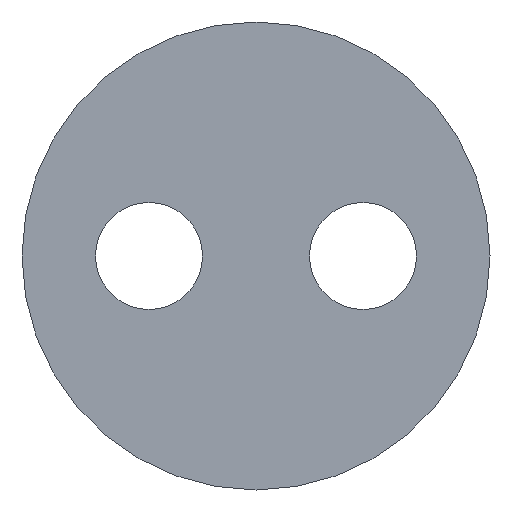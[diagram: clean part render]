
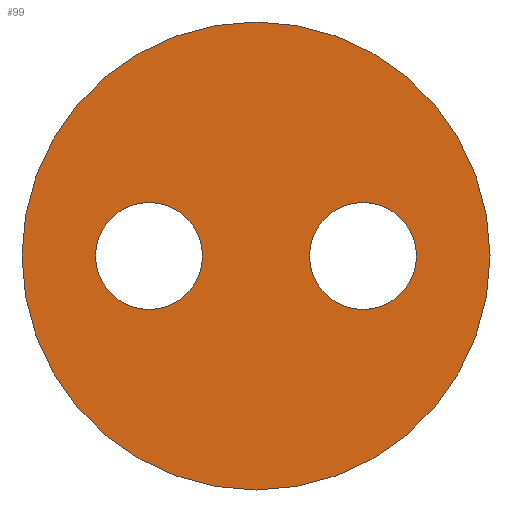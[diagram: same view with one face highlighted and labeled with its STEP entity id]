
A CAD part, left-side view. The second image highlights one B-rep face of the part: STEP entity #99.
In plain terms, the highlighted planar face has unit normal (-1, 0, 0).
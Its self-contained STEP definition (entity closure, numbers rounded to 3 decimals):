
#99 = ADVANCED_FACE( '', ( #203, #204, #205 ), #206, .F. );
#203 = FACE_BOUND( '', #312, .T. );
#204 = FACE_BOUND( '', #313, .T. );
#205 = FACE_OUTER_BOUND( '', #314, .T. );
#206 = PLANE( '', #315 );
#312 = EDGE_LOOP( '', ( #532 ) );
#313 = EDGE_LOOP( '', ( #533 ) );
#314 = EDGE_LOOP( '', ( #534 ) );
#315 = AXIS2_PLACEMENT_3D( '', #535, #536, #537 );
#532 = ORIENTED_EDGE( '', *, *, #697, .T. );
#533 = ORIENTED_EDGE( '', *, *, #676, .T. );
#534 = ORIENTED_EDGE( '', *, *, #664, .F. );
#535 = CARTESIAN_POINT( '', ( 0., 0., 0. ) );
#536 = DIRECTION( '', ( 1., 0., 0. ) );
#537 = DIRECTION( '', ( 0., 0., -1. ) );
#664 = EDGE_CURVE( '', #800, #800, #801, .T. );
#676 = EDGE_CURVE( '', #820, #820, #821, .T. );
#697 = EDGE_CURVE( '', #849, #849, #850, .T. );
#800 = VERTEX_POINT( '', #988 );
#801 = CIRCLE( '', #989, 8.75 );
#820 = VERTEX_POINT( '', #1013 );
#821 = CIRCLE( '', #1014, 2. );
#849 = VERTEX_POINT( '', #1051 );
#850 = CIRCLE( '', #1052, 2. );
#988 = CARTESIAN_POINT( '', ( 0., 0., -8.75 ) );
#989 = AXIS2_PLACEMENT_3D( '', #1152, #1153, #1154 );
#1013 = CARTESIAN_POINT( '', ( 0., 4., -2. ) );
#1014 = AXIS2_PLACEMENT_3D( '', #1169, #1170, #1171 );
#1051 = CARTESIAN_POINT( '', ( 0., -4., -2. ) );
#1052 = AXIS2_PLACEMENT_3D( '', #1196, #1197, #1198 );
#1152 = CARTESIAN_POINT( '', ( 0., 0., 0. ) );
#1153 = DIRECTION( '', ( 1., 0., 0. ) );
#1154 = DIRECTION( '', ( 0., 0., -1. ) );
#1169 = CARTESIAN_POINT( '', ( 0., 4., 0. ) );
#1170 = DIRECTION( '', ( 1., 0., 0. ) );
#1171 = DIRECTION( '', ( 0., 0., -1. ) );
#1196 = CARTESIAN_POINT( '', ( 0., -4., 0. ) );
#1197 = DIRECTION( '', ( 1., 0., 0. ) );
#1198 = DIRECTION( '', ( 0., 0., -1. ) );
